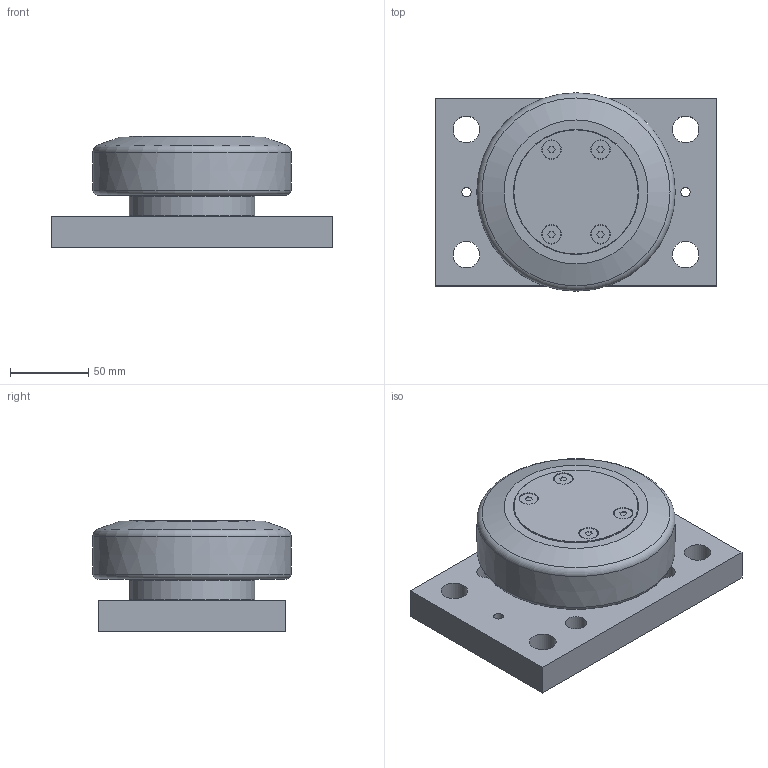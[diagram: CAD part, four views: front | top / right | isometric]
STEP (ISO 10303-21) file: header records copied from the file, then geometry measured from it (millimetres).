
FILE_DESCRIPTION(/* description */ ('-','CAx-IF Rec.Pracs.---Representation and Presentation of Product Manufacturing Information (PMI)---4.0---2014-10-13'),/* implementation_level */ '2;1');
FILE_NAME(/* name */ 'c5a014f8-f8bc-417d-b4bf-ea1beda59d36.stp',/* time_stamp */ '2020-04-01T16:51:25+02:00',/* author */ ('-'),/* organization */ ('NTI CADcenter A/S'),/* preprocessor_version */ 'ST-DEVELOPER v18',/* originating_system */ 'Autodesk Inventor 2020',/* authorisation */ '-');
FILE_SCHEMA (('AP242_MANAGED_MODEL_BASED_3D_ENGINEERING_MIM_LF { 1 0 10303 442 1 1 4 }'));
Length unit declared in the file: millimetre
Products named in the file (1): XTR 120.0400 BR1100_Kontur
Bounding box: 180 x 126.79 x 71.5 mm (x, y, z)
Volume: 918518 mm3; surface area: 91585.9 mm2
Topology: 1 solids, 1 shells, 74 faces, 180 edges, 124 vertices
Faces by surface type: plane 46, cylinder 21, cone 4, torus 2, bspline 1
Full cylindrical faces by diameter (mm): 6 x2, 11.7 x4, 12.4 x4, 13.835 x4, 17 x4, 80 x3
Entity records: 2314 total; most frequent: CARTESIAN_POINT 405, DIRECTION 399, ORIENTED_EDGE 360, EDGE_CURVE 180, AXIS2_PLACEMENT_3D 145, VERTEX_POINT 124, EDGE_LOOP 110, LINE 109
